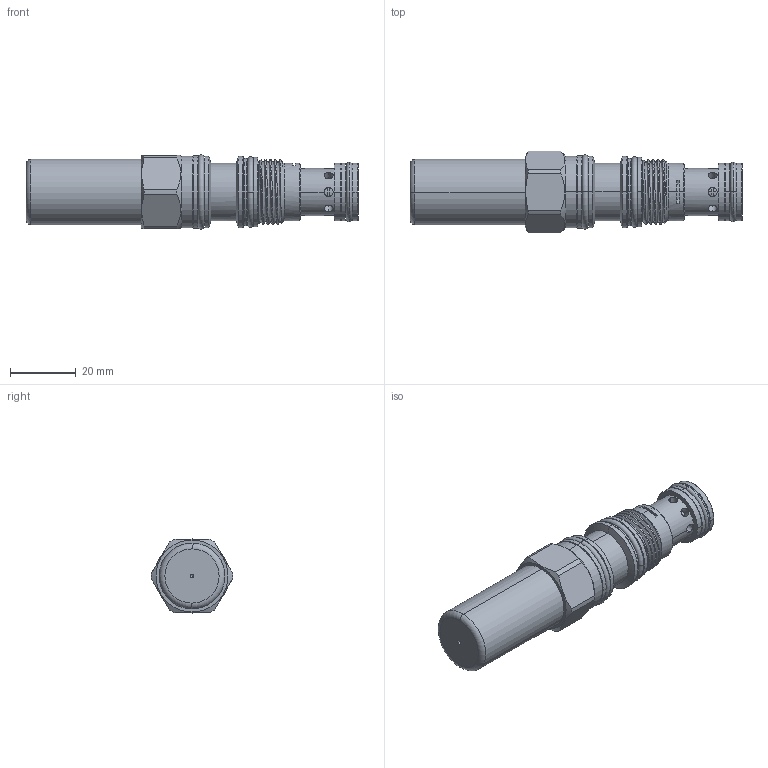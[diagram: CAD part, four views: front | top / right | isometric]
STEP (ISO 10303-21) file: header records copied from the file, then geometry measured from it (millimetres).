
FILE_DESCRIPTION (( 'STEP AP203' ), '1' );
FILE_NAME ('RV11A30-C-85.STEP', '2020-03-24T07:16:13', ( '' ), ( '' ), 'SwSTEP 2.0', 'SolidWorks 2018', '' );
FILE_SCHEMA (( 'CONFIG_CONTROL_DESIGN' ));
Length unit declared in the file: millimetre
Products named in the file (1): RV11A30-C-85
Bounding box: 100.76 x 24.79 x 22.55 mm (x, y, z)
Volume: 25274.5 mm3; surface area: 14431.8 mm2
Topology: 7 solids, 7 shells, 757 faces, 2110 edges, 1332 vertices
Faces by surface type: cylinder 584, plane 66, cone 56, torus 40, bspline 7, sphere 4
Entity records: 56319 total; most frequent: CARTESIAN_POINT 37839, ORIENTED_EDGE 4216, DIRECTION 3020, EDGE_CURVE 2108, VERTEX_POINT 1332, AXIS2_PLACEMENT_3D 1186, EDGE_LOOP 1162, B_SPLINE_CURVE_WITH_KNOTS 963
